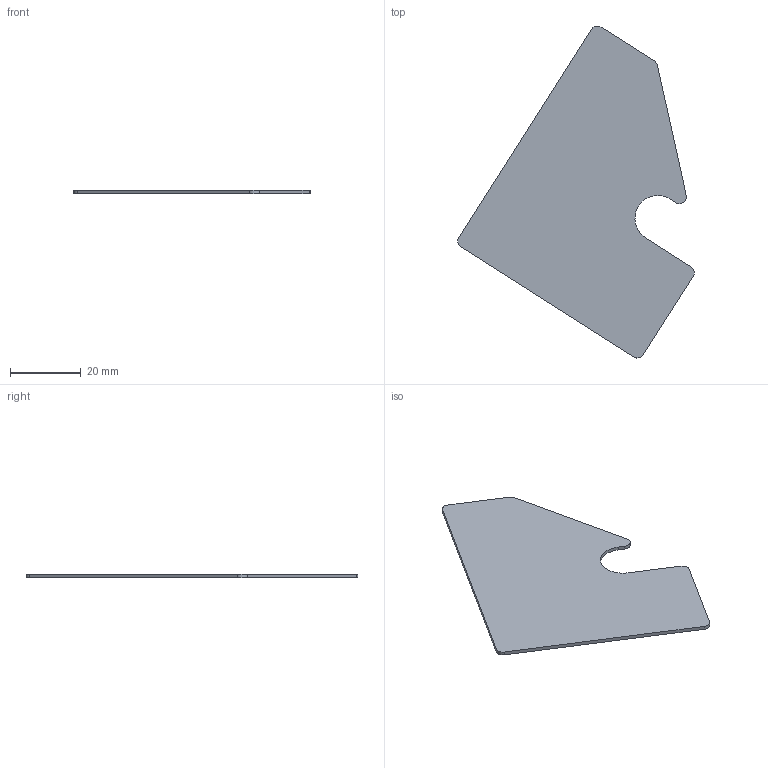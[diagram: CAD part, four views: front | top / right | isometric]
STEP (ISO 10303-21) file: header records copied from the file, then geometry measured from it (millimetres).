
FILE_DESCRIPTION(/* description */ (''),/* implementation_level */ '2;1');
FILE_NAME(/* name */ 'BB20049230009_--.step',/* time_stamp */ '2023-05-05T13:01:18+02:00',/* author */ (''),/* organization */ (''),/* preprocessor_version */ 'ST-DEVELOPER v18.102',/* originating_system */ 'SIEMENS PLM Software NX 2023',/* authorisation */ '');
FILE_SCHEMA (('AUTOMOTIVE_DESIGN { 1 0 10303 214 3 1 1 1 }'));
Length unit declared in the file: millimetre
Products named in the file (1): BB20049230009_--_CALA 1MM
Bounding box: 67.08 x 94.19 x 1 mm (x, y, z)
Volume: 3493.4 mm3; surface area: 7253 mm2
Topology: 1 solids, 1 shells, 16 faces, 44 edges, 30 vertices
Faces by surface type: plane 9, cylinder 7
Entity records: 545 total; most frequent: CARTESIAN_POINT 100, DIRECTION 89, ORIENTED_EDGE 88, EDGE_CURVE 44, AXIS2_PLACEMENT_3D 31, VERTEX_POINT 30, LINE 27, VECTOR 27
